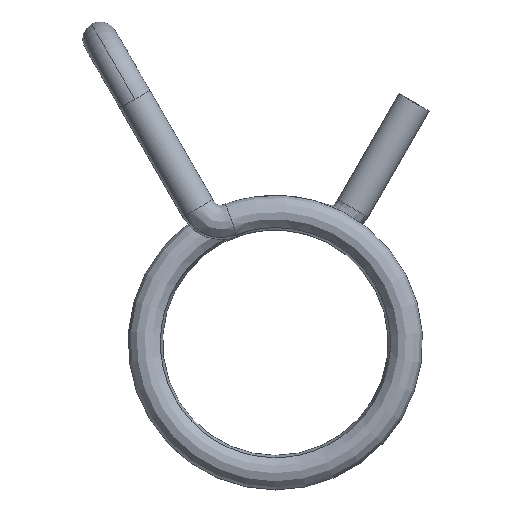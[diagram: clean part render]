
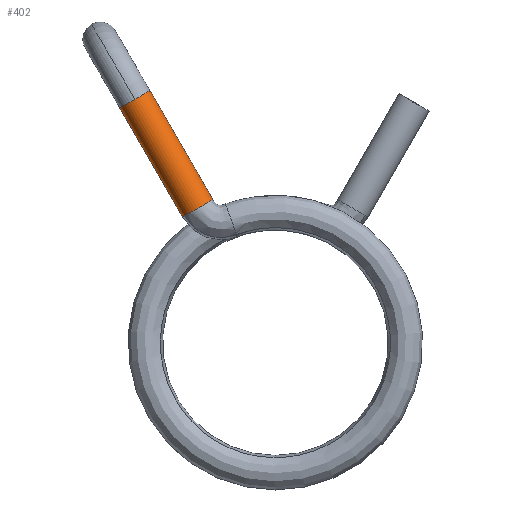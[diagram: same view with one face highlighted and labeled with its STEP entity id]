
A CAD part, top view. The second image highlights one B-rep face of the part: STEP entity #402.
In plain terms, the highlighted cylindrical face has radius 0.5 mm (diameter 1 mm), a partial arc.
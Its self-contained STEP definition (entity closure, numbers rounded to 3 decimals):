
#381 = DIRECTION ( 'NONE',  ( 0.5, -0.866, 0. ) ) ;
#396 = CIRCLE ( 'NONE', #6731, 0.5 ) ;
#402 = ADVANCED_FACE ( 'NONE', ( #3282 ), #5660, .T. ) ;
#578 = CARTESIAN_POINT ( 'NONE',  ( -3.617, 7.265, 2. ) ) ;
#582 = VERTEX_POINT ( 'NONE', #1924 ) ;
#1031 = DIRECTION ( 'NONE',  ( 0.866, 0.5, 0. ) ) ;
#1536 = LINE ( 'NONE', #4275, #5747 ) ;
#1586 = CIRCLE ( 'NONE', #6488, 0.5 ) ;
#1824 = DIRECTION ( 'NONE',  ( 0.5, -0.866, 0. ) ) ;
#1827 = VERTEX_POINT ( 'NONE', #3179 ) ;
#1923 = DIRECTION ( 'NONE',  ( 0.5, -0.866, 0. ) ) ;
#1924 = CARTESIAN_POINT ( 'NONE',  ( -4.483, 6.765, 2. ) ) ;
#1940 = EDGE_CURVE ( 'NONE', #6968, #6638, #2675, .T. ) ;
#1976 = EDGE_CURVE ( 'NONE', #6516, #582, #1586, .T. ) ;
#2013 = DIRECTION ( 'NONE',  ( 0.75, 0.433, -0.5 ) ) ;
#2146 = CARTESIAN_POINT ( 'NONE',  ( -4.05, 7.015, 2. ) ) ;
#2545 = CARTESIAN_POINT ( 'NONE',  ( -4.05, 7.015, 2. ) ) ;
#2675 = LINE ( 'NONE', #7315, #3144 ) ;
#2781 = CIRCLE ( 'NONE', #6483, 0.5 ) ;
#2821 = DIRECTION ( 'NONE',  ( 0.5, -0.866, 0. ) ) ;
#2845 = EDGE_CURVE ( 'NONE', #6968, #6516, #396, .T. ) ;
#2932 = ORIENTED_EDGE ( 'NONE', *, *, #3700, .F. ) ;
#2950 = ORIENTED_EDGE ( 'NONE', *, *, #7068, .F. ) ;
#3010 = CARTESIAN_POINT ( 'NONE',  ( -4.05, 7.015, 2.5 ) ) ;
#3144 = VECTOR ( 'NONE', #381, 1000. ) ;
#3165 = CIRCLE ( 'NONE', #3288, 0.5 ) ;
#3179 = CARTESIAN_POINT ( 'NONE',  ( -2.668, 3.62, 2. ) ) ;
#3282 = FACE_OUTER_BOUND ( 'NONE', #6382, .T. ) ;
#3288 = AXIS2_PLACEMENT_3D ( 'NONE', #4711, #1824, #4106 ) ;
#3700 = EDGE_CURVE ( 'NONE', #4780, #1827, #3165, .T. ) ;
#3748 = DIRECTION ( 'NONE',  ( 0.5, -0.866, 0. ) ) ;
#3829 = CARTESIAN_POINT ( 'NONE',  ( -2.61, 3.654, 2.25 ) ) ;
#4106 = DIRECTION ( 'NONE',  ( 0.75, 0.433, -0.5 ) ) ;
#4170 = DIRECTION ( 'NONE',  ( 0.75, 0.433, -0.5 ) ) ;
#4205 = ORIENTED_EDGE ( 'NONE', *, *, #1976, .T. ) ;
#4275 = CARTESIAN_POINT ( 'NONE',  ( -4.483, 6.765, 2. ) ) ;
#4426 = DIRECTION ( 'NONE',  ( 0.5, -0.866, 0. ) ) ;
#4670 = ORIENTED_EDGE ( 'NONE', *, *, #1940, .F. ) ;
#4711 = CARTESIAN_POINT ( 'NONE',  ( -2.235, 3.87, 2. ) ) ;
#4780 = VERTEX_POINT ( 'NONE', #3829 ) ;
#4900 = EDGE_CURVE ( 'NONE', #582, #1827, #1536, .T. ) ;
#5548 = DIRECTION ( 'NONE',  ( 0.75, 0.433, -0.5 ) ) ;
#5660 = CYLINDRICAL_SURFACE ( 'NONE', #6956, 0.5 ) ;
#5747 = VECTOR ( 'NONE', #3748, 1000. ) ;
#5884 = CARTESIAN_POINT ( 'NONE',  ( -1.802, 4.12, 2. ) ) ;
#6079 = ORIENTED_EDGE ( 'NONE', *, *, #4900, .T. ) ;
#6110 = CARTESIAN_POINT ( 'NONE',  ( -4.05, 7.015, 2. ) ) ;
#6382 = EDGE_LOOP ( 'NONE', ( #7125, #4205, #6079, #2932, #2950, #4670 ) ) ;
#6483 = AXIS2_PLACEMENT_3D ( 'NONE', #7092, #1923, #4170 ) ;
#6488 = AXIS2_PLACEMENT_3D ( 'NONE', #6110, #2821, #5548 ) ;
#6509 = DIRECTION ( 'NONE',  ( 0.5, -0.866, 0. ) ) ;
#6516 = VERTEX_POINT ( 'NONE', #3010 ) ;
#6638 = VERTEX_POINT ( 'NONE', #5884 ) ;
#6731 = AXIS2_PLACEMENT_3D ( 'NONE', #2545, #6509, #2013 ) ;
#6956 = AXIS2_PLACEMENT_3D ( 'NONE', #2146, #4426, #1031 ) ;
#6968 = VERTEX_POINT ( 'NONE', #578 ) ;
#7068 = EDGE_CURVE ( 'NONE', #6638, #4780, #2781, .T. ) ;
#7092 = CARTESIAN_POINT ( 'NONE',  ( -2.235, 3.87, 2. ) ) ;
#7125 = ORIENTED_EDGE ( 'NONE', *, *, #2845, .T. ) ;
#7315 = CARTESIAN_POINT ( 'NONE',  ( -3.617, 7.265, 2. ) ) ;
